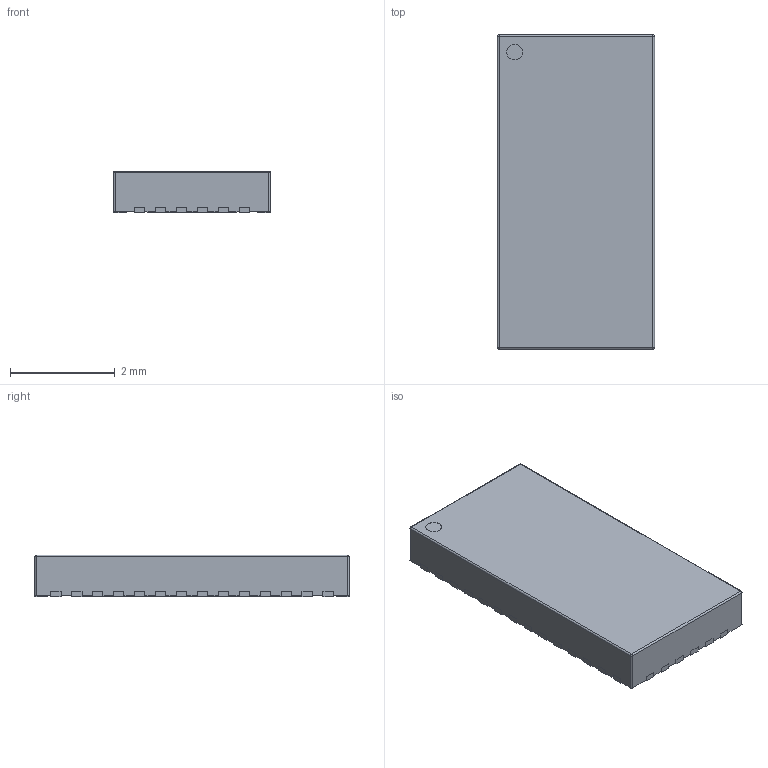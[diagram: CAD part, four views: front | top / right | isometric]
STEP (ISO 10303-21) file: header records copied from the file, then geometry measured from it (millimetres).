
FILE_DESCRIPTION (( 'STEP AP214' ), '1' );
FILE_NAME ('TMUXHS4446IRETR.STEP', '2024-09-16T15:10:14', ( '' ), ( '' ), 'SwSTEP 2.0', 'SolidWorks 2023', '' );
FILE_SCHEMA (( 'AUTOMOTIVE_DESIGN' ));
Length unit declared in the file: millimetre
Products named in the file (1): TMUXHS4446IRETR
Bounding box: 3 x 6 x 0.8 mm (x, y, z)
Volume: 14.2 mm3; surface area: 73.7 mm2
Topology: 43 solids, 43 shells, 472 faces, 1144 edges, 756 vertices
Faces by surface type: plane 342, cylinder 126, sphere 4
Entity records: 16796 total; most frequent: CARTESIAN_POINT 2369, DIRECTION 2338, ORIENTED_EDGE 2280, EDGE_CURVE 1140, LINE 888, VECTOR 888, VERTEX_POINT 756, AXIS2_PLACEMENT_3D 725
